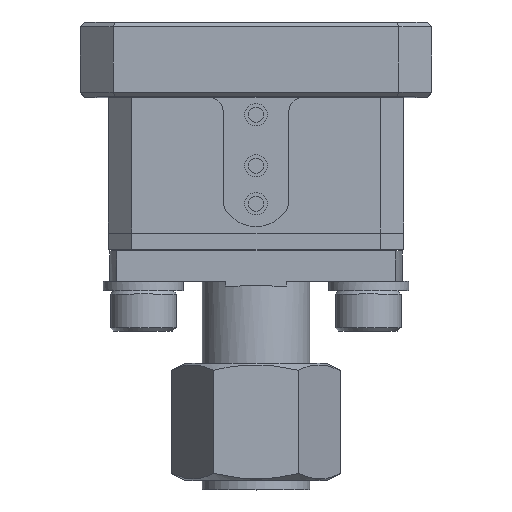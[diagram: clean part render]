
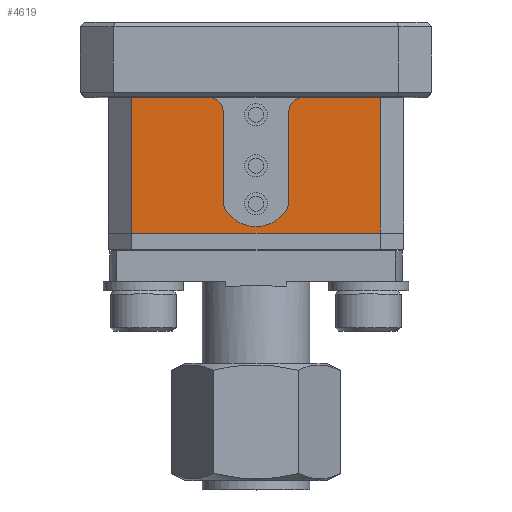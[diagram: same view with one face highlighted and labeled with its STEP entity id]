
A CAD part, top view. The second image highlights one B-rep face of the part: STEP entity #4619.
In plain terms, the highlighted planar face has unit normal (0, 0, 1).
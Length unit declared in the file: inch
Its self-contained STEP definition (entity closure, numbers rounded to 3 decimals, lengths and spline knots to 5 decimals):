
#11 = DIRECTION ( 'NONE',  ( 0., 0., 1. ) ) ;
#82 = ORIENTED_EDGE ( 'NONE', *, *, #6393, .T. ) ;
#158 = CARTESIAN_POINT ( 'NONE',  ( 0.315, -0.29, 0.14 ) ) ;
#192 = EDGE_LOOP ( 'NONE', ( #8626, #82, #4916, #1989, #3729, #2175, #4188, #3727, #7795, #6854 ) ) ;
#314 = CARTESIAN_POINT ( 'NONE',  ( -0.265, -0.29, 0.14 ) ) ;
#362 = DIRECTION ( 'NONE',  ( -1., 0., 0. ) ) ;
#382 = FACE_OUTER_BOUND ( 'NONE', #192, .T. ) ;
#391 = VERTEX_POINT ( 'NONE', #5029 ) ;
#450 = VERTEX_POINT ( 'NONE', #4395 ) ;
#717 = EDGE_CURVE ( 'Defeatured_0_13+Defeatured_0_23+Defeatured_0_26+Defeatured_0_22', #4853, #7719, #4077, .T. ) ;
#898 = VECTOR ( 'NONE', #2372, 39.37008 ) ;
#949 = AXIS2_PLACEMENT_3D ( 'NONE', #2900, #7929, #2964 ) ;
#1003 = VERTEX_POINT ( 'NONE', #5892 ) ;
#1169 = CARTESIAN_POINT ( 'NONE',  ( 0.07, 0., 0.14 ) ) ;
#1220 = VERTEX_POINT ( 'NONE', #6773 ) ;
#1669 = CIRCLE ( 'NONE', #949, 0.07616 ) ;
#1753 = EDGE_CURVE ( 'Defeatured_0_50+Defeatured_0_13+Defeatured_0_46+Defeatured_0_47', #1220, #8946, #6956, .T. ) ;
#1816 = EDGE_CURVE ( 'Defeatured_0_22+Defeatured_0_13+Defeatured_0_24+Defeatured_0_23', #450, #7719, #1669, .T. ) ;
#1989 = ORIENTED_EDGE ( 'NONE', *, *, #1816, .F. ) ;
#2004 = EDGE_CURVE ( 'Defeatured_0_13+Defeatured_0_19+Defeatured_0_50+Defeatured_0_4', #1220, #1003, #8398, .T. ) ;
#2175 = ORIENTED_EDGE ( 'NONE', *, *, #2558, .T. ) ;
#2372 = DIRECTION ( 'NONE',  ( 0., 1., 0. ) ) ;
#2430 = LINE ( 'NONE', #8550, #7872 ) ;
#2558 = EDGE_CURVE ( 'Defeatured_0_13+Defeatured_0_27+Defeatured_0_24+Defeatured_0_4', #2848, #391, #5471, .T. ) ;
#2570 = EDGE_CURVE ( 'Defeatured_0_13+Defeatured_0_4+Defeatured_0_19+Defeatured_0_26', #1003, #3721, #8056, .T. ) ;
#2756 = EDGE_CURVE ( 'Defeatured_0_13+Defeatured_0_21+Defeatured_0_4+Defeatured_0_50', #4476, #8946, #7567, .T. ) ;
#2848 = VERTEX_POINT ( 'NONE', #3867 ) ;
#2885 = VECTOR ( 'NONE', #4639, 39.37008 ) ;
#2900 = CARTESIAN_POINT ( 'NONE',  ( 0., -0.2, 0.14 ) ) ;
#2964 = DIRECTION ( 'NONE',  ( 1., 0., 0. ) ) ;
#3071 = DIRECTION ( 'NONE',  ( 0., 0., 1. ) ) ;
#3086 = CIRCLE ( 'NONE', #5583, 0.03125 ) ;
#3305 = VECTOR ( 'NONE', #7514, 39.37008 ) ;
#3310 = CARTESIAN_POINT ( 'NONE',  ( 0.07, -0.23, 0.14 ) ) ;
#3533 = DIRECTION ( 'NONE',  ( -1., 0., 0. ) ) ;
#3607 = VECTOR ( 'NONE', #7757, 39.37008 ) ;
#3721 = VERTEX_POINT ( 'NONE', #5121 ) ;
#3727 = ORIENTED_EDGE ( 'NONE', *, *, #2756, .T. ) ;
#3729 = ORIENTED_EDGE ( 'NONE', *, *, #4886, .F. ) ;
#3867 = CARTESIAN_POINT ( 'NONE',  ( -0.07, -0.03125, 0.14 ) ) ;
#3896 = DIRECTION ( 'NONE',  ( 0., -1., 0. ) ) ;
#4077 = LINE ( 'NONE', #1169, #3305 ) ;
#4104 = PLANE ( 'NONE',  #6563 ) ;
#4168 = DIRECTION ( 'NONE',  ( -1., 0., 0. ) ) ;
#4188 = ORIENTED_EDGE ( 'NONE', *, *, #7668, .T. ) ;
#4255 = CARTESIAN_POINT ( 'NONE',  ( 0.315, 0., 0.14 ) ) ;
#4288 = CARTESIAN_POINT ( 'NONE',  ( -0.10125, -0.03125, 0.14 ) ) ;
#4395 = CARTESIAN_POINT ( 'NONE',  ( -0.07, -0.23, 0.14 ) ) ;
#4476 = VERTEX_POINT ( 'NONE', #6163 ) ;
#4554 = CARTESIAN_POINT ( 'NONE',  ( 0.10125, -0.03125, 0.14 ) ) ;
#4619 = ADVANCED_FACE ( 'Defeatured_0_13', ( #382 ), #4104, .F. ) ;
#4639 = DIRECTION ( 'NONE',  ( -1., 0., 0. ) ) ;
#4853 = VERTEX_POINT ( 'NONE', #5653 ) ;
#4886 = EDGE_CURVE ( 'Defeatured_0_24+Defeatured_0_13+Defeatured_0_27+Defeatured_0_22', #2848, #450, #2430, .T. ) ;
#4916 = ORIENTED_EDGE ( 'NONE', *, *, #717, .T. ) ;
#4990 = DIRECTION ( 'NONE',  ( -1., 0., 0. ) ) ;
#5029 = CARTESIAN_POINT ( 'NONE',  ( -0.10125, 0., 0.14 ) ) ;
#5121 = CARTESIAN_POINT ( 'NONE',  ( 0.10125, 0., 0.14 ) ) ;
#5229 = CARTESIAN_POINT ( 'NONE',  ( 0.265, -0.29, 0.14 ) ) ;
#5471 = CIRCLE ( 'NONE', #8067, 0.03125 ) ;
#5583 = AXIS2_PLACEMENT_3D ( 'NONE', #4554, #3071, #362 ) ;
#5653 = CARTESIAN_POINT ( 'NONE',  ( 0.07, -0.03125, 0.14 ) ) ;
#5892 = CARTESIAN_POINT ( 'NONE',  ( 0.265, 0., 0.14 ) ) ;
#6163 = CARTESIAN_POINT ( 'NONE',  ( -0.265, 0., 0.14 ) ) ;
#6393 = EDGE_CURVE ( 'Defeatured_0_13+Defeatured_0_26+Defeatured_0_4+Defeatured_0_23', #3721, #4853, #3086, .T. ) ;
#6563 = AXIS2_PLACEMENT_3D ( 'NONE', #9161, #7675, #4168 ) ;
#6773 = CARTESIAN_POINT ( 'NONE',  ( 0.265, -0.29, 0.14 ) ) ;
#6854 = ORIENTED_EDGE ( 'NONE', *, *, #2004, .T. ) ;
#6913 = CARTESIAN_POINT ( 'NONE',  ( -0.265, -0.29, 0.14 ) ) ;
#6956 = LINE ( 'NONE', #158, #7284 ) ;
#7049 = DIRECTION ( 'NONE',  ( 0., -1., 0. ) ) ;
#7284 = VECTOR ( 'NONE', #4990, 39.37008 ) ;
#7514 = DIRECTION ( 'NONE',  ( 0., -1., 0. ) ) ;
#7567 = LINE ( 'NONE', #314, #9019 ) ;
#7668 = EDGE_CURVE ( 'Defeatured_0_13+Defeatured_0_4+Defeatured_0_27+Defeatured_0_21', #391, #4476, #8980, .T. ) ;
#7675 = DIRECTION ( 'NONE',  ( 0., 0., -1. ) ) ;
#7719 = VERTEX_POINT ( 'NONE', #3310 ) ;
#7757 = DIRECTION ( 'NONE',  ( -1., 0., 0. ) ) ;
#7795 = ORIENTED_EDGE ( 'NONE', *, *, #1753, .F. ) ;
#7872 = VECTOR ( 'NONE', #7049, 39.37008 ) ;
#7929 = DIRECTION ( 'NONE',  ( 0., 0., 1. ) ) ;
#8056 = LINE ( 'NONE', #4255, #3607 ) ;
#8067 = AXIS2_PLACEMENT_3D ( 'NONE', #4288, #11, #3533 ) ;
#8190 = CARTESIAN_POINT ( 'NONE',  ( 0.315, 0., 0.14 ) ) ;
#8398 = LINE ( 'NONE', #5229, #898 ) ;
#8550 = CARTESIAN_POINT ( 'NONE',  ( -0.07, 0., 0.14 ) ) ;
#8626 = ORIENTED_EDGE ( 'NONE', *, *, #2570, .T. ) ;
#8946 = VERTEX_POINT ( 'NONE', #6913 ) ;
#8980 = LINE ( 'NONE', #8190, #2885 ) ;
#9019 = VECTOR ( 'NONE', #3896, 39.37008 ) ;
#9161 = CARTESIAN_POINT ( 'NONE',  ( 0.315, -0.29, 0.14 ) ) ;
